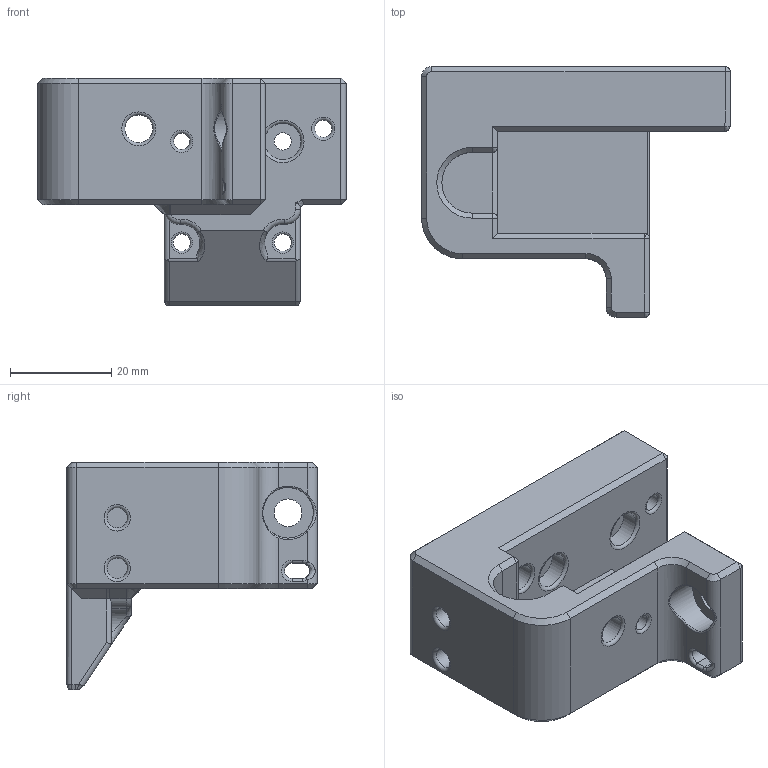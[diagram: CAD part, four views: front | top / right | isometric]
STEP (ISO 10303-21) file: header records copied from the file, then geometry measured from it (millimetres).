
FILE_DESCRIPTION(/* description */ (''),/* implementation_level */ '2;1');
FILE_NAME(/* name */ 'A-Left_Bed_Mount-T.stp',/* time_stamp */ '2021-02-12T13:18:34-08:00',/* author */ (''),/* organization */ (''),/* preprocessor_version */ 'ST-DEVELOPER v18.1',/* originating_system */ 'Autodesk Translation Framework v9.7.0.1280',/* authorisation */ '');
FILE_SCHEMA (('AUTOMOTIVE_DESIGN { 1 0 10303 214 3 1 1 }'));
Length unit declared in the file: millimetre
Products named in the file (1): Left MicroXY
Bounding box: 61.08 x 49.6 x 45 mm (x, y, z)
Volume: 37945.5 mm3; surface area: 13387.4 mm2
Topology: 1 solids, 1 shells, 185 faces, 451 edges, 265 vertices
Faces by surface type: plane 67, cylinder 49, torus 33, cone 20, bspline 16
Full cylindrical faces by diameter (mm): 3.2 x2, 3.4 x5, 4 x2, 5.2 x2, 5.5 x3, 6.5 x1, 7.2 x2, 10 x2
Entity records: 6093 total; most frequent: CARTESIAN_POINT 1732, DIRECTION 925, ORIENTED_EDGE 884, EDGE_CURVE 442, AXIS2_PLACEMENT_3D 358, VERTEX_POINT 265, EDGE_LOOP 211, LINE 209
